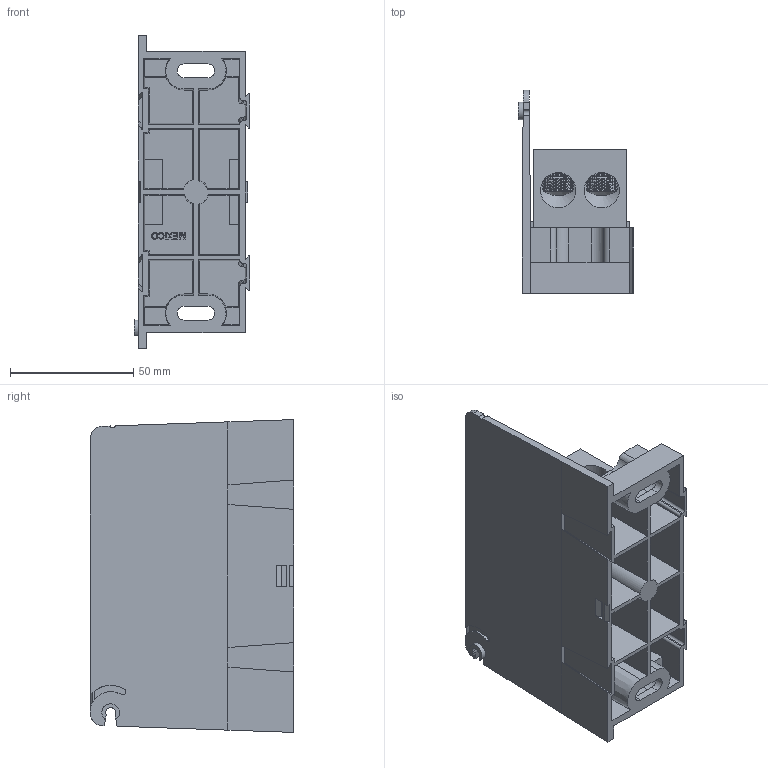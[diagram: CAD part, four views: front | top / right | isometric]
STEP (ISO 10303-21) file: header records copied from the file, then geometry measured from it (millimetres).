
FILE_DESCRIPTION (( 'STEP AP214' ), '1' );
FILE_NAME ('701974rev-ADDER.STEP', '2013-12-13T19:53:23', ( '' ), ( '' ), 'SwSTEP 2.0', 'SolidWorks 2013', '' );
FILE_SCHEMA (( 'AUTOMOTIVE_DESIGN' ));
Length unit declared in the file: inch
Products named in the file (8): 701974rev-ADDER; 701974rev-ADDER_1_5; 701974rev-ADDER_1_7; 701974rev-ADDER_1_4; 701974rev-ADDER_1_2; 701974rev-ADDER_1; 701974rev-ADDER_1_6; 701974rev-ADDER_1_3
Assembly tree (7 placements, depth 2):
  701974rev-ADDER
    701974rev-ADDER_1_3
    701974rev-ADDER_1_6
    701974rev-ADDER_1
    701974rev-ADDER_1_2
    701974rev-ADDER_1_4
    701974rev-ADDER_1_7
    701974rev-ADDER_1_5
Bounding box: 46.93 x 82.55 x 127.01 mm (x, y, z)
Surface area: 75585 mm2 (no closed solid volume)
Topology: 0 solids, 7 shells, 661 faces, 1761 edges, 1128 vertices
Faces by surface type: plane 272, cylinder 194, cone 163, bspline 32
Full cylindrical faces by diameter (mm): 4.928 x1, 6.909 x1, 10.795 x1, 11.509 x4, 11.531 x48, 12.7 x45, 14.275 x4
Entity records: 43799 total; most frequent: CARTESIAN_POINT 21319, ORIENTED_EDGE 2712, DIRECTION 2579, EDGE_CURVE 1371, VERTEX_POINT 964, AXIS2_PLACEMENT_3D 934, EDGE_LOOP 907, FACE_OUTER_BOUND 762
